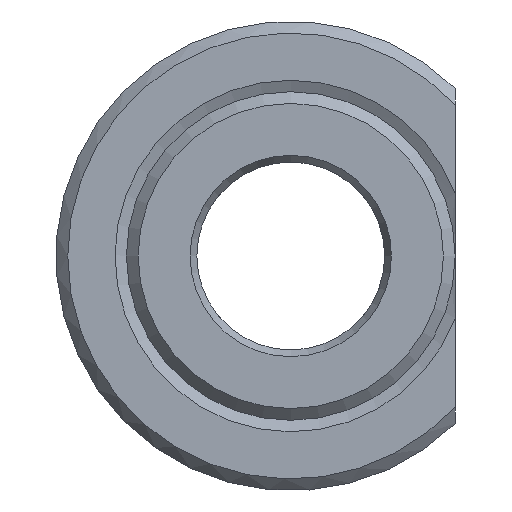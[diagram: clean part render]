
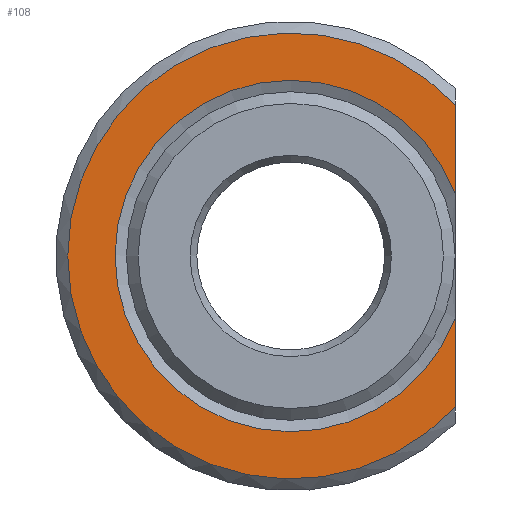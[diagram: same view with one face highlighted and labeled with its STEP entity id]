
A CAD part, left-side view. The second image highlights one B-rep face of the part: STEP entity #108.
In plain terms, the highlighted planar face has unit normal (-1, 0, 0).
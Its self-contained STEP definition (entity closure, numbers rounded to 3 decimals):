
#108=ADVANCED_FACE('',(#216),#217,.F.);
#216=FACE_OUTER_BOUND('',#314,.T.);
#217=PLANE('',#315);
#314=EDGE_LOOP('',(#475,#476,#477,#478));
#315=AXIS2_PLACEMENT_3D('',#479,#480,#481);
#475=ORIENTED_EDGE('',*,*,#529,.T.);
#476=ORIENTED_EDGE('',*,*,#508,.F.);
#477=ORIENTED_EDGE('',*,*,#492,.F.);
#478=ORIENTED_EDGE('',*,*,#518,.F.);
#479=CARTESIAN_POINT('',(0.0,7.0,0.0));
#480=DIRECTION('',(1.0,0.0,0.0));
#481=DIRECTION('',(0.0,0.0,-1.0));
#492=EDGE_CURVE('',#553,#552,#555,.T.);
#508=EDGE_CURVE('',#552,#579,#580,.T.);
#518=EDGE_CURVE('',#597,#553,#599,.T.);
#529=EDGE_CURVE('',#597,#579,#613,.F.);
#552=VERTEX_POINT('',#641);
#553=VERTEX_POINT('',#642);
#555=CIRCLE('',#648,7.487);
#579=VERTEX_POINT('',#672);
#580=LINE('',#673,#674);
#597=VERTEX_POINT('',#711);
#599=LINE('',#716,#717);
#613=CIRCLE('',#731,9.5);
#641=CARTESIAN_POINT('',(0.0,-7.0,-2.656));
#642=CARTESIAN_POINT('',(0.,-7.0,2.656));
#648=AXIS2_PLACEMENT_3D('',#759,#760,#761);
#672=CARTESIAN_POINT('',(0.0,-7.0,-6.423));
#673=CARTESIAN_POINT('',(0.0,-7.0,0.0));
#674=VECTOR('',#786,1.0);
#711=CARTESIAN_POINT('',(0.0,-7.0,6.423));
#716=CARTESIAN_POINT('',(0.0,-7.0,0.0));
#717=VECTOR('',#791,1.0);
#731=AXIS2_PLACEMENT_3D('',#807,#808,#809);
#759=CARTESIAN_POINT('',(0.,0.0,0.0));
#760=DIRECTION('',(-1.0,0.0,0.0));
#761=DIRECTION('',(0.0,0.0,1.0));
#786=DIRECTION('',(0.0,0.,-1.0));
#791=DIRECTION('',(0.0,0.,-1.0));
#807=CARTESIAN_POINT('',(0.0,0.0,0.0));
#808=DIRECTION('',(1.0,0.0,0.0));
#809=DIRECTION('',(0.0,0.0,-1.0));
